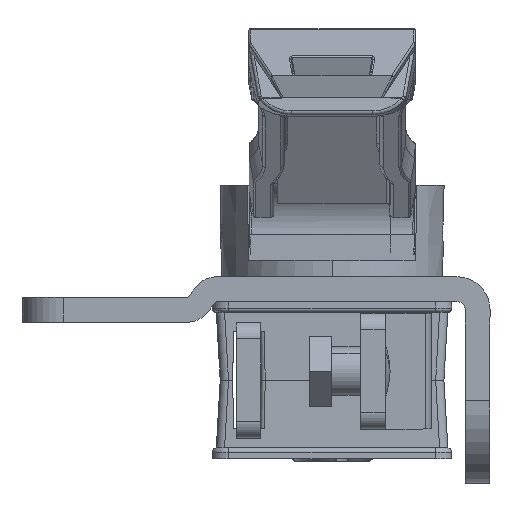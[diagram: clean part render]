
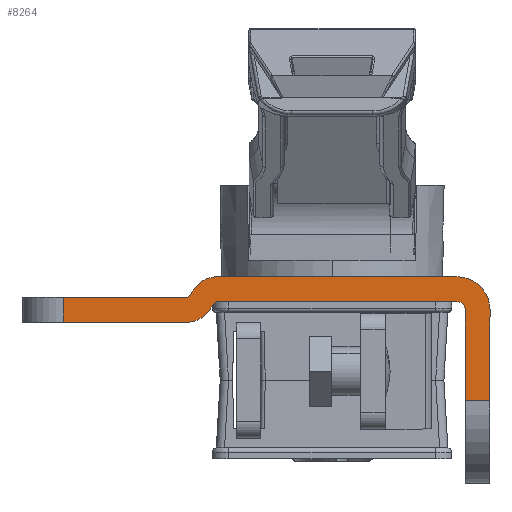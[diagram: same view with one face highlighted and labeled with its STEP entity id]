
A CAD part, left-side view. The second image highlights one B-rep face of the part: STEP entity #8264.
In plain terms, the highlighted planar face has unit normal (-1, 0, 0).
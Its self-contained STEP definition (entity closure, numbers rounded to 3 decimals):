
#94 = VECTOR ( 'NONE', #133, 1000. ) ;
#133 = DIRECTION ( 'NONE',  ( 0., 1., 0. ) ) ;
#135 = DIRECTION ( 'NONE',  ( 0., 0., 1. ) ) ;
#195 = CARTESIAN_POINT ( 'NONE',  ( 20., -21.57, 40.186 ) ) ;
#353 = CARTESIAN_POINT ( 'NONE',  ( 20., 13.991, -2.2 ) ) ;
#722 = ORIENTED_EDGE ( 'NONE', *, *, #2369, .T. ) ;
#797 = DIRECTION ( 'NONE',  ( -1., 0., 0. ) ) ;
#1045 = EDGE_CURVE ( 'NONE', #11034, #1232, #6648, .T. ) ;
#1123 = CARTESIAN_POINT ( 'NONE',  ( 20., 13.999, -2.204 ) ) ;
#1225 = CARTESIAN_POINT ( 'NONE',  ( 20., 32.5, -1.7 ) ) ;
#1232 = VERTEX_POINT ( 'NONE', #10591 ) ;
#1242 = VECTOR ( 'NONE', #16081, 1000. ) ;
#1407 = DIRECTION ( 'NONE',  ( 0., 0.643, -0.766 ) ) ;
#1508 = CARTESIAN_POINT ( 'NONE',  ( 20., 13.991, -2.21 ) ) ;
#1543 = EDGE_CURVE ( 'NONE', #5179, #13247, #6666, .T. ) ;
#1628 = DIRECTION ( 'NONE',  ( -1., 0., 0. ) ) ;
#1774 = CARTESIAN_POINT ( 'NONE',  ( 20., -16.1, -24.2 ) ) ;
#2144 = EDGE_CURVE ( 'NONE', #5179, #4698, #12314, .T. ) ;
#2222 = EDGE_CURVE ( 'NONE', #22112, #9111, #9482, .T. ) ;
#2369 = EDGE_CURVE ( 'NONE', #6421, #7480, #7159, .T. ) ;
#2476 = CARTESIAN_POINT ( 'NONE',  ( 20., -40.027, 0.8 ) ) ;
#2480 = VERTEX_POINT ( 'NONE', #11762 ) ;
#2802 = VECTOR ( 'NONE', #8038, 1000. ) ;
#2819 = AXIS2_PLACEMENT_3D ( 'NONE', #2476, #9392, #16328 ) ;
#3034 = EDGE_CURVE ( 'NONE', #9111, #13955, #5992, .T. ) ;
#3114 = DIRECTION ( 'NONE',  ( 0., 0., 1. ) ) ;
#3211 = CARTESIAN_POINT ( 'NONE',  ( 20., 13.991, -2.21 ) ) ;
#3395 = ORIENTED_EDGE ( 'NONE', *, *, #5573, .T. ) ;
#3745 = CARTESIAN_POINT ( 'NONE',  ( 20., 32.5, -1.7 ) ) ;
#3763 = LINE ( 'NONE', #11913, #94 ) ;
#3764 = DIRECTION ( 'NONE',  ( 0., -1., 0. ) ) ;
#3834 = CARTESIAN_POINT ( 'NONE',  ( 20., -15.1, 0.8 ) ) ;
#3900 = CARTESIAN_POINT ( 'NONE',  ( 20., -15.1, -3.2 ) ) ;
#3913 = ORIENTED_EDGE ( 'NONE', *, *, #2144, .T. ) ;
#4083 = VECTOR ( 'NONE', #13805, 1000. ) ;
#4163 = CARTESIAN_POINT ( 'NONE',  ( 20., -19.1, -24.2 ) ) ;
#4190 = FACE_OUTER_BOUND ( 'NONE', #5063, .T. ) ;
#4426 = CARTESIAN_POINT ( 'NONE',  ( 20., 17.497, -4.7 ) ) ;
#4633 = CARTESIAN_POINT ( 'NONE',  ( 20., 32.5, -4.7 ) ) ;
#4698 = VERTEX_POINT ( 'NONE', #1123 ) ;
#5063 = EDGE_LOOP ( 'NONE', ( #722, #21352, #20685, #7817, #19676, #20271, #14782, #8271, #5253, #3395, #6671, #13938, #13968, #7540, #3913, #11164 ) ) ;
#5179 = VERTEX_POINT ( 'NONE', #13392 ) ;
#5253 = ORIENTED_EDGE ( 'NONE', *, *, #20918, .T. ) ;
#5494 = CARTESIAN_POINT ( 'NONE',  ( 20., -41.012, -4.7 ) ) ;
#5563 = PLANE ( 'NONE',  #2819 ) ;
#5573 = EDGE_CURVE ( 'NONE', #9428, #11716, #18571, .T. ) ;
#5770 = CARTESIAN_POINT ( 'NONE',  ( 20., 17.497, -1.69 ) ) ;
#5981 = VECTOR ( 'NONE', #3764, 1000. ) ;
#5992 = CIRCLE ( 'NONE', #20829, 4. ) ;
#6131 = EDGE_CURVE ( 'NONE', #13538, #13247, #7063, .T. ) ;
#6421 = VERTEX_POINT ( 'NONE', #353 ) ;
#6648 = CIRCLE ( 'NONE', #19344, 3.01 ) ;
#6666 = CIRCLE ( 'NONE', #8110, 3.01 ) ;
#6671 = ORIENTED_EDGE ( 'NONE', *, *, #10383, .T. ) ;
#6817 = CARTESIAN_POINT ( 'NONE',  ( 20., 17.497, -1.7 ) ) ;
#6919 = CIRCLE ( 'NONE', #13802, 1. ) ;
#6967 = DIRECTION ( 'NONE',  ( 1., 0., 0. ) ) ;
#7063 = LINE ( 'NONE', #5494, #13483 ) ;
#7091 = EDGE_CURVE ( 'NONE', #18627, #13538, #21994, .T. ) ;
#7102 = LINE ( 'NONE', #17661, #18144 ) ;
#7159 = LINE ( 'NONE', #15451, #5981 ) ;
#7480 = VERTEX_POINT ( 'NONE', #17059 ) ;
#7540 = ORIENTED_EDGE ( 'NONE', *, *, #1543, .F. ) ;
#7817 = ORIENTED_EDGE ( 'NONE', *, *, #16740, .F. ) ;
#7945 = VECTOR ( 'NONE', #18933, 1000. ) ;
#8038 = DIRECTION ( 'NONE',  ( 0., 0., -1. ) ) ;
#8110 = AXIS2_PLACEMENT_3D ( 'NONE', #20993, #17494, #135 ) ;
#8264 = ADVANCED_FACE ( 'NONE', ( #4190 ), #5563, .T. ) ;
#8271 = ORIENTED_EDGE ( 'NONE', *, *, #1045, .T. ) ;
#8699 = CARTESIAN_POINT ( 'NONE',  ( 20., -41.012, -1.7 ) ) ;
#9111 = VERTEX_POINT ( 'NONE', #9378 ) ;
#9378 = CARTESIAN_POINT ( 'NONE',  ( 20., -19.1, -3.2 ) ) ;
#9392 = DIRECTION ( 'NONE',  ( -1., 0., 0. ) ) ;
#9418 = CARTESIAN_POINT ( 'NONE',  ( 20., -15.1, -3.2 ) ) ;
#9428 = VERTEX_POINT ( 'NONE', #10716 ) ;
#9482 = LINE ( 'NONE', #4163, #13202 ) ;
#9791 = AXIS2_PLACEMENT_3D ( 'NONE', #3211, #15349, #22276 ) ;
#10297 = LINE ( 'NONE', #8699, #7945 ) ;
#10383 = EDGE_CURVE ( 'NONE', #11716, #18627, #10297, .T. ) ;
#10591 = CARTESIAN_POINT ( 'NONE',  ( 20., 16.297, -0.275 ) ) ;
#10716 = CARTESIAN_POINT ( 'NONE',  ( 20., 17.489, -1.696 ) ) ;
#11034 = VERTEX_POINT ( 'NONE', #19190 ) ;
#11164 = ORIENTED_EDGE ( 'NONE', *, *, #11507, .T. ) ;
#11507 = EDGE_CURVE ( 'NONE', #4698, #6421, #21377, .T. ) ;
#11716 = VERTEX_POINT ( 'NONE', #6817 ) ;
#11762 = CARTESIAN_POINT ( 'NONE',  ( 20., -16.1, -14.2 ) ) ;
#11913 = CARTESIAN_POINT ( 'NONE',  ( 20., -19.1, -14.2 ) ) ;
#12066 = EDGE_CURVE ( 'NONE', #13955, #11034, #7102, .T. ) ;
#12314 = LINE ( 'NONE', #195, #1242 ) ;
#12491 = EDGE_CURVE ( 'NONE', #7480, #22381, #6919, .T. ) ;
#13202 = VECTOR ( 'NONE', #19805, 1000. ) ;
#13247 = VERTEX_POINT ( 'NONE', #4426 ) ;
#13392 = CARTESIAN_POINT ( 'NONE',  ( 20., 15.191, -3.625 ) ) ;
#13483 = VECTOR ( 'NONE', #21116, 1000. ) ;
#13538 = VERTEX_POINT ( 'NONE', #4633 ) ;
#13802 = AXIS2_PLACEMENT_3D ( 'NONE', #3900, #6967, #19217 ) ;
#13805 = DIRECTION ( 'NONE',  ( 0., 0., -1. ) ) ;
#13938 = ORIENTED_EDGE ( 'NONE', *, *, #7091, .T. ) ;
#13955 = VERTEX_POINT ( 'NONE', #3834 ) ;
#13968 = ORIENTED_EDGE ( 'NONE', *, *, #6131, .T. ) ;
#14782 = ORIENTED_EDGE ( 'NONE', *, *, #12066, .T. ) ;
#14819 = CARTESIAN_POINT ( 'NONE',  ( 20., -19.1, -14.2 ) ) ;
#15349 = DIRECTION ( 'NONE',  ( 1., 0., 0. ) ) ;
#15451 = CARTESIAN_POINT ( 'NONE',  ( 20., -40.027, -2.2 ) ) ;
#16081 = DIRECTION ( 'NONE',  ( 0., -0.643, 0.766 ) ) ;
#16328 = DIRECTION ( 'NONE',  ( 0., 0., 1. ) ) ;
#16601 = CARTESIAN_POINT ( 'NONE',  ( 20., -16.1, -3.2 ) ) ;
#16740 = EDGE_CURVE ( 'NONE', #22112, #2480, #3763, .T. ) ;
#16968 = LINE ( 'NONE', #18670, #20490 ) ;
#16972 = EDGE_CURVE ( 'NONE', #22381, #2480, #21363, .T. ) ;
#17059 = CARTESIAN_POINT ( 'NONE',  ( 20., -15.1, -2.2 ) ) ;
#17494 = DIRECTION ( 'NONE',  ( 1., 0., 0. ) ) ;
#17661 = CARTESIAN_POINT ( 'NONE',  ( 20., -40.027, 0.8 ) ) ;
#17897 = DIRECTION ( 'NONE',  ( 0., 0., 1. ) ) ;
#18144 = VECTOR ( 'NONE', #19470, 1000. ) ;
#18571 = CIRCLE ( 'NONE', #19658, 0.01 ) ;
#18627 = VERTEX_POINT ( 'NONE', #3745 ) ;
#18670 = CARTESIAN_POINT ( 'NONE',  ( 20., 16.297, -0.275 ) ) ;
#18933 = DIRECTION ( 'NONE',  ( 0., 1., 0. ) ) ;
#19190 = CARTESIAN_POINT ( 'NONE',  ( 20., 13.991, 0.8 ) ) ;
#19217 = DIRECTION ( 'NONE',  ( 0., 0., 1. ) ) ;
#19344 = AXIS2_PLACEMENT_3D ( 'NONE', #1508, #1628, #3114 ) ;
#19470 = DIRECTION ( 'NONE',  ( 0., 1., 0. ) ) ;
#19598 = DIRECTION ( 'NONE',  ( 1., 0., 0. ) ) ;
#19658 = AXIS2_PLACEMENT_3D ( 'NONE', #5770, #19598, #17897 ) ;
#19676 = ORIENTED_EDGE ( 'NONE', *, *, #2222, .T. ) ;
#19805 = DIRECTION ( 'NONE',  ( 0., 0., 1. ) ) ;
#20271 = ORIENTED_EDGE ( 'NONE', *, *, #3034, .T. ) ;
#20490 = VECTOR ( 'NONE', #1407, 1000. ) ;
#20685 = ORIENTED_EDGE ( 'NONE', *, *, #16972, .T. ) ;
#20829 = AXIS2_PLACEMENT_3D ( 'NONE', #9418, #797, #21668 ) ;
#20918 = EDGE_CURVE ( 'NONE', #1232, #9428, #16968, .T. ) ;
#20993 = CARTESIAN_POINT ( 'NONE',  ( 20., 17.497, -1.69 ) ) ;
#21116 = DIRECTION ( 'NONE',  ( 0., -1., 0. ) ) ;
#21352 = ORIENTED_EDGE ( 'NONE', *, *, #12491, .T. ) ;
#21363 = LINE ( 'NONE', #1774, #4083 ) ;
#21377 = CIRCLE ( 'NONE', #9791, 0.01 ) ;
#21668 = DIRECTION ( 'NONE',  ( 0., 0., 1. ) ) ;
#21994 = LINE ( 'NONE', #1225, #2802 ) ;
#22112 = VERTEX_POINT ( 'NONE', #14819 ) ;
#22276 = DIRECTION ( 'NONE',  ( 0., 0., 1. ) ) ;
#22381 = VERTEX_POINT ( 'NONE', #16601 ) ;
